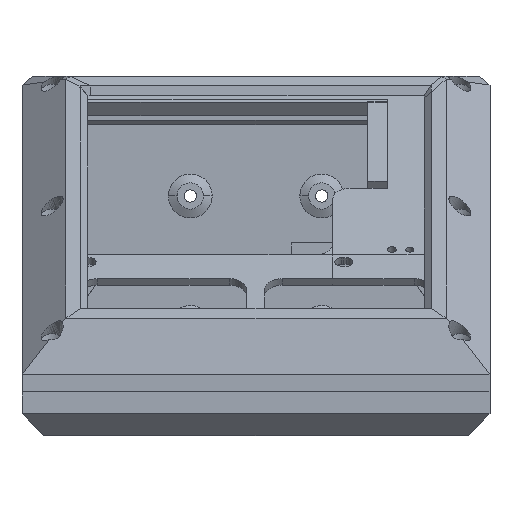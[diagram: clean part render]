
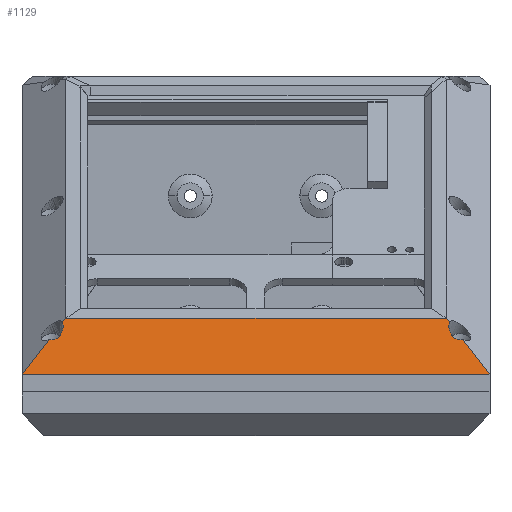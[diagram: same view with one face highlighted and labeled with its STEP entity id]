
A CAD part, front view. The second image highlights one B-rep face of the part: STEP entity #1129.
In plain terms, the highlighted free-form (B-spline) face has degree [3, 1] with [4, 2] control points.
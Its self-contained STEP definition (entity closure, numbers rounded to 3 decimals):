
#1129=ADVANCED_FACE('',(#2371),#17159,.T.);
#2371=FACE_OUTER_BOUND('',#3694,.T.);
#3694=EDGE_LOOP('',(#7861,#7862,#7863,#7864,#7865,#7866,#7867,#7868,#7869,
#7870));
#7861=ORIENTED_EDGE('',*,*,#11370,.T.);
#7862=ORIENTED_EDGE('',*,*,#11369,.T.);
#7863=ORIENTED_EDGE('',*,*,#11135,.F.);
#7864=ORIENTED_EDGE('',*,*,#11138,.T.);
#7865=ORIENTED_EDGE('',*,*,#11143,.T.);
#7866=ORIENTED_EDGE('',*,*,#11324,.F.);
#7867=ORIENTED_EDGE('',*,*,#11325,.F.);
#7868=ORIENTED_EDGE('',*,*,#11327,.T.);
#7869=ORIENTED_EDGE('',*,*,#11134,.F.);
#7870=ORIENTED_EDGE('',*,*,#11372,.F.);
#11134=EDGE_CURVE('',#15648,#15647,#14137,.T.);
#11135=EDGE_CURVE('',#15649,#15782,#14138,.T.);
#11138=EDGE_CURVE('',#15649,#15650,#14141,.T.);
#11143=EDGE_CURVE('',#15650,#15752,#14146,.T.);
#11324=EDGE_CURVE('',#15751,#15752,#14324,.T.);
#11325=EDGE_CURVE('',#15753,#15751,#14325,.T.);
#11327=EDGE_CURVE('',#15753,#15647,#14327,.T.);
#11369=EDGE_CURVE('',#15781,#15782,#14354,.T.);
#11370=EDGE_CURVE('',#15783,#15781,#14355,.T.);
#11372=EDGE_CURVE('',#15783,#15648,#14357,.T.);
#14137=B_SPLINE_CURVE_WITH_KNOTS('',3,(#29341,#29342,#29343,#29344),
 .UNSPECIFIED.,.F.,.F.,(4,4),(422.125,528.925),
 .UNSPECIFIED.);
#14138=B_SPLINE_CURVE_WITH_KNOTS('',1,(#29345,#29346),.UNSPECIFIED.,.F.,
 .F.,(2,2),(8.48,9.642),.UNSPECIFIED.);
#14141=B_SPLINE_CURVE_WITH_KNOTS('',3,(#29355,#29356,#29357,#29358),
 .UNSPECIFIED.,.F.,.F.,(4,4),(0.,106.8),.UNSPECIFIED.);
#14146=B_SPLINE_CURVE_WITH_KNOTS('',1,(#29375,#29376),.UNSPECIFIED.,.F.,
 .F.,(2,2),(8.48,9.642),.UNSPECIFIED.);
#14324=B_SPLINE_CURVE_WITH_KNOTS('',3,(#29813,#29814,#29815,#29816),
 .UNSPECIFIED.,.F.,.F.,(4,4),(0.,0.834),.UNSPECIFIED.);
#14325=B_SPLINE_CURVE_WITH_KNOTS('',3,(#29817,#29818,#29819,#29820,#29821,
#29822,#29823,#29824,#29825,#29826,#29827,#29828,#29829),.UNSPECIFIED.,
 .F.,.F.,(4,3,2,2,2,4),(0.,0.648,1.232,1.815,
2.976,5.239),.UNSPECIFIED.);
#14327=B_SPLINE_CURVE_WITH_KNOTS('',1,(#29845,#29846),.UNSPECIFIED.,.F.,
 .F.,(2,2),(14.66,24.924),.UNSPECIFIED.);
#14354=B_SPLINE_CURVE_WITH_KNOTS('',3,(#30065,#30066,#30067,#30068),
 .UNSPECIFIED.,.F.,.F.,(4,4),(0.,0.834),.UNSPECIFIED.);
#14355=B_SPLINE_CURVE_WITH_KNOTS('',3,(#30069,#30070,#30071,#30072,#30073,
#30074,#30075,#30076,#30077,#30078,#30079,#30080,#30081),.UNSPECIFIED.,
 .F.,.F.,(4,3,2,2,2,4),(0.,0.648,1.232,1.815,
2.976,5.239),.UNSPECIFIED.);
#14357=B_SPLINE_CURVE_WITH_KNOTS('',1,(#30097,#30098),.UNSPECIFIED.,.F.,
 .F.,(2,2),(14.66,24.924),.UNSPECIFIED.);
#15647=VERTEX_POINT('',#29102);
#15648=VERTEX_POINT('',#29103);
#15649=VERTEX_POINT('',#29104);
#15650=VERTEX_POINT('',#29105);
#15751=VERTEX_POINT('',#29206);
#15752=VERTEX_POINT('',#29207);
#15753=VERTEX_POINT('',#29208);
#15781=VERTEX_POINT('',#29236);
#15782=VERTEX_POINT('',#29237);
#15783=VERTEX_POINT('',#29238);
#17159=B_SPLINE_SURFACE_WITH_KNOTS('',3,1,((#28191,#28192),(#28193,#28194),
(#28195,#28196),(#28197,#28198)),.UNSPECIFIED.,.F.,.F.,.F.,(4,4),(2,2),
(0.,106.8),(8.48,24.924),.UNSPECIFIED.);
#28191=CARTESIAN_POINT('',(43.4,-70.133,26.82));
#28192=CARTESIAN_POINT('',(53.4,-72.4,13.965));
#28193=CARTESIAN_POINT('',(14.467,-70.133,26.82));
#28194=CARTESIAN_POINT('',(17.8,-72.4,13.965));
#28195=CARTESIAN_POINT('',(-14.467,-70.133,26.82));
#28196=CARTESIAN_POINT('',(-17.8,-72.4,13.965));
#28197=CARTESIAN_POINT('',(-43.4,-70.133,26.82));
#28198=CARTESIAN_POINT('',(-53.4,-72.4,13.965));
#29102=CARTESIAN_POINT('',(-53.4,-72.4,13.965));
#29103=CARTESIAN_POINT('',(53.4,-72.4,13.965));
#29104=CARTESIAN_POINT('',(43.4,-70.133,26.82));
#29105=CARTESIAN_POINT('',(-43.4,-70.133,26.82));
#29206=CARTESIAN_POINT('',(-44.025,-70.437,25.098));
#29207=CARTESIAN_POINT('',(-44.107,-70.293,25.912));
#29208=CARTESIAN_POINT('',(-47.158,-70.985,21.989));
#29236=CARTESIAN_POINT('',(44.025,-70.437,25.098));
#29237=CARTESIAN_POINT('',(44.107,-70.293,25.912));
#29238=CARTESIAN_POINT('',(47.158,-70.985,21.989));
#29341=CARTESIAN_POINT('',(53.4,-72.4,13.965));
#29342=CARTESIAN_POINT('',(17.8,-72.4,13.965));
#29343=CARTESIAN_POINT('',(-17.8,-72.4,13.965));
#29344=CARTESIAN_POINT('',(-53.4,-72.4,13.965));
#29345=CARTESIAN_POINT('',(43.4,-70.133,26.82));
#29346=CARTESIAN_POINT('',(44.107,-70.293,25.912));
#29355=CARTESIAN_POINT('',(43.4,-70.133,26.82));
#29356=CARTESIAN_POINT('',(14.467,-70.133,26.82));
#29357=CARTESIAN_POINT('',(-14.467,-70.133,26.82));
#29358=CARTESIAN_POINT('',(-43.4,-70.133,26.82));
#29375=CARTESIAN_POINT('',(-43.4,-70.133,26.82));
#29376=CARTESIAN_POINT('',(-44.107,-70.293,25.912));
#29813=CARTESIAN_POINT('',(-44.025,-70.437,25.098));
#29814=CARTESIAN_POINT('',(-44.025,-70.389,25.371));
#29815=CARTESIAN_POINT('',(-44.052,-70.341,25.644));
#29816=CARTESIAN_POINT('',(-44.107,-70.293,25.912));
#29817=CARTESIAN_POINT('',(-47.158,-70.985,21.989));
#29818=CARTESIAN_POINT('',(-46.954,-70.997,21.92));
#29819=CARTESIAN_POINT('',(-46.741,-71.004,21.884));
#29820=CARTESIAN_POINT('',(-46.525,-71.004,21.884));
#29821=CARTESIAN_POINT('',(-46.331,-71.004,21.884));
#29822=CARTESIAN_POINT('',(-46.14,-70.999,21.913));
#29823=CARTESIAN_POINT('',(-45.771,-70.979,22.024));
#29824=CARTESIAN_POINT('',(-45.596,-70.965,22.105));
#29825=CARTESIAN_POINT('',(-45.108,-70.911,22.409));
#29826=CARTESIAN_POINT('',(-44.839,-70.862,22.689));
#29827=CARTESIAN_POINT('',(-44.219,-70.698,23.616));
#29828=CARTESIAN_POINT('',(-44.025,-70.565,24.37));
#29829=CARTESIAN_POINT('',(-44.025,-70.437,25.098));
#29845=CARTESIAN_POINT('',(-47.158,-70.985,21.989));
#29846=CARTESIAN_POINT('',(-53.4,-72.4,13.965));
#30065=CARTESIAN_POINT('',(44.025,-70.437,25.098));
#30066=CARTESIAN_POINT('',(44.025,-70.389,25.371));
#30067=CARTESIAN_POINT('',(44.052,-70.341,25.644));
#30068=CARTESIAN_POINT('',(44.107,-70.293,25.912));
#30069=CARTESIAN_POINT('',(47.158,-70.985,21.989));
#30070=CARTESIAN_POINT('',(46.954,-70.997,21.92));
#30071=CARTESIAN_POINT('',(46.741,-71.004,21.884));
#30072=CARTESIAN_POINT('',(46.525,-71.004,21.884));
#30073=CARTESIAN_POINT('',(46.331,-71.004,21.884));
#30074=CARTESIAN_POINT('',(46.14,-70.999,21.913));
#30075=CARTESIAN_POINT('',(45.771,-70.979,22.024));
#30076=CARTESIAN_POINT('',(45.596,-70.965,22.105));
#30077=CARTESIAN_POINT('',(45.108,-70.911,22.409));
#30078=CARTESIAN_POINT('',(44.839,-70.862,22.689));
#30079=CARTESIAN_POINT('',(44.219,-70.698,23.616));
#30080=CARTESIAN_POINT('',(44.025,-70.565,24.37));
#30081=CARTESIAN_POINT('',(44.025,-70.437,25.098));
#30097=CARTESIAN_POINT('',(47.158,-70.985,21.989));
#30098=CARTESIAN_POINT('',(53.4,-72.4,13.965));
